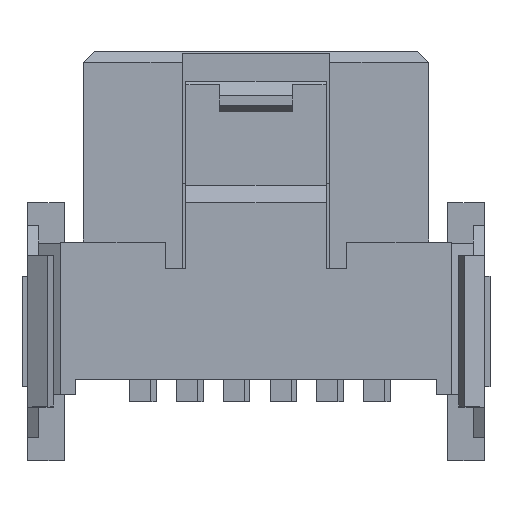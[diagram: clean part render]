
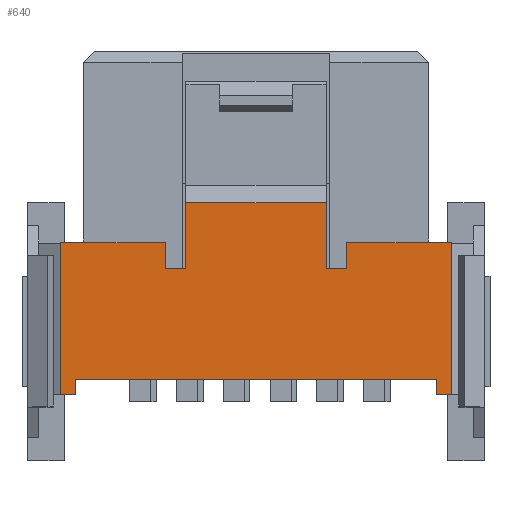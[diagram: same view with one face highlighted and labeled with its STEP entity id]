
A CAD part, top view. The second image highlights one B-rep face of the part: STEP entity #640.
In plain terms, the highlighted planar face has unit normal (0, 0, 1).
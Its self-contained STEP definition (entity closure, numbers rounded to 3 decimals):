
#322 = VERTEX_POINT('',#323);
#323 = CARTESIAN_POINT('',(4.9,-0.35,3.04));
#329 = EDGE_CURVE('',#322,#330,#332,.T.);
#330 = VERTEX_POINT('',#331);
#331 = CARTESIAN_POINT('',(4.9,0.05,3.04));
#332 = LINE('',#333,#334);
#333 = CARTESIAN_POINT('',(4.9,-0.35,3.04));
#334 = VECTOR('',#335,1.);
#335 = DIRECTION('',(0.,1.,0.));
#378 = VERTEX_POINT('',#379);
#379 = CARTESIAN_POINT('',(-2.462,3.05,3.04));
#385 = EDGE_CURVE('',#386,#378,#388,.T.);
#386 = VERTEX_POINT('',#387);
#387 = CARTESIAN_POINT('',(-1.9,3.05,3.04));
#388 = LINE('',#389,#390);
#389 = CARTESIAN_POINT('',(2.,3.05,3.04));
#390 = VECTOR('',#391,1.);
#391 = DIRECTION('',(-1.,0.,0.));
#426 = VERTEX_POINT('',#427);
#427 = CARTESIAN_POINT('',(1.9,3.05,3.04));
#433 = EDGE_CURVE('',#434,#426,#436,.T.);
#434 = VERTEX_POINT('',#435);
#435 = CARTESIAN_POINT('',(2.462,3.05,3.04));
#436 = LINE('',#437,#438);
#437 = CARTESIAN_POINT('',(2.,3.05,3.04));
#438 = VECTOR('',#439,1.);
#439 = DIRECTION('',(-1.,0.,0.));
#551 = VERTEX_POINT('',#552);
#552 = CARTESIAN_POINT('',(-1.9,4.84,3.04));
#590 = EDGE_CURVE('',#386,#551,#591,.T.);
#591 = LINE('',#592,#593);
#592 = CARTESIAN_POINT('',(-1.9,4.84,3.04));
#593 = VECTOR('',#594,1.);
#594 = DIRECTION('',(0.,1.,0.));
#640 = ADVANCED_FACE('',(#641),#737,.F.);
#641 = FACE_BOUND('',#642,.T.);
#642 = EDGE_LOOP('',(#643,#653,#659,#660,#668,#674,#675,#676,#684,#692,
    #700,#708,#716,#722,#723,#731));
#643 = ORIENTED_EDGE('',*,*,#644,.T.);
#644 = EDGE_CURVE('',#645,#647,#649,.T.);
#645 = VERTEX_POINT('',#646);
#646 = CARTESIAN_POINT('',(5.3,3.75,3.04));
#647 = VERTEX_POINT('',#648);
#648 = CARTESIAN_POINT('',(2.462,3.75,3.04));
#649 = LINE('',#650,#651);
#650 = CARTESIAN_POINT('',(5.3,3.75,3.04));
#651 = VECTOR('',#652,1.);
#652 = DIRECTION('',(-1.,0.,0.));
#653 = ORIENTED_EDGE('',*,*,#654,.T.);
#654 = EDGE_CURVE('',#647,#434,#655,.T.);
#655 = LINE('',#656,#657);
#656 = CARTESIAN_POINT('',(2.462,0.05,3.04));
#657 = VECTOR('',#658,1.);
#658 = DIRECTION('',(0.,-1.,0.));
#659 = ORIENTED_EDGE('',*,*,#433,.T.);
#660 = ORIENTED_EDGE('',*,*,#661,.T.);
#661 = EDGE_CURVE('',#426,#662,#664,.T.);
#662 = VERTEX_POINT('',#663);
#663 = CARTESIAN_POINT('',(1.9,4.84,3.04));
#664 = LINE('',#665,#666);
#665 = CARTESIAN_POINT('',(1.9,4.84,3.04));
#666 = VECTOR('',#667,1.);
#667 = DIRECTION('',(0.,1.,0.));
#668 = ORIENTED_EDGE('',*,*,#669,.F.);
#669 = EDGE_CURVE('',#551,#662,#670,.T.);
#670 = LINE('',#671,#672);
#671 = CARTESIAN_POINT('',(-1.9,4.84,3.04));
#672 = VECTOR('',#673,1.);
#673 = DIRECTION('',(1.,0.,0.));
#674 = ORIENTED_EDGE('',*,*,#590,.F.);
#675 = ORIENTED_EDGE('',*,*,#385,.T.);
#676 = ORIENTED_EDGE('',*,*,#677,.F.);
#677 = EDGE_CURVE('',#678,#378,#680,.T.);
#678 = VERTEX_POINT('',#679);
#679 = CARTESIAN_POINT('',(-2.462,3.75,3.04));
#680 = LINE('',#681,#682);
#681 = CARTESIAN_POINT('',(-2.462,0.05,3.04));
#682 = VECTOR('',#683,1.);
#683 = DIRECTION('',(0.,-1.,0.));
#684 = ORIENTED_EDGE('',*,*,#685,.T.);
#685 = EDGE_CURVE('',#678,#686,#688,.T.);
#686 = VERTEX_POINT('',#687);
#687 = CARTESIAN_POINT('',(-5.3,3.75,3.04));
#688 = LINE('',#689,#690);
#689 = CARTESIAN_POINT('',(5.3,3.75,3.04));
#690 = VECTOR('',#691,1.);
#691 = DIRECTION('',(-1.,0.,0.));
#692 = ORIENTED_EDGE('',*,*,#693,.F.);
#693 = EDGE_CURVE('',#694,#686,#696,.T.);
#694 = VERTEX_POINT('',#695);
#695 = CARTESIAN_POINT('',(-5.3,-0.35,3.04));
#696 = LINE('',#697,#698);
#697 = CARTESIAN_POINT('',(-5.3,0.05,3.04));
#698 = VECTOR('',#699,1.);
#699 = DIRECTION('',(0.,1.,0.));
#700 = ORIENTED_EDGE('',*,*,#701,.F.);
#701 = EDGE_CURVE('',#702,#694,#704,.T.);
#702 = VERTEX_POINT('',#703);
#703 = CARTESIAN_POINT('',(-4.9,-0.35,3.04));
#704 = LINE('',#705,#706);
#705 = CARTESIAN_POINT('',(-4.9,-0.35,3.04));
#706 = VECTOR('',#707,1.);
#707 = DIRECTION('',(-1.,0.,0.));
#708 = ORIENTED_EDGE('',*,*,#709,.T.);
#709 = EDGE_CURVE('',#702,#710,#712,.T.);
#710 = VERTEX_POINT('',#711);
#711 = CARTESIAN_POINT('',(-4.9,0.05,3.04));
#712 = LINE('',#713,#714);
#713 = CARTESIAN_POINT('',(-4.9,-0.35,3.04));
#714 = VECTOR('',#715,1.);
#715 = DIRECTION('',(0.,1.,0.));
#716 = ORIENTED_EDGE('',*,*,#717,.F.);
#717 = EDGE_CURVE('',#330,#710,#718,.T.);
#718 = LINE('',#719,#720);
#719 = CARTESIAN_POINT('',(5.3,0.05,3.04));
#720 = VECTOR('',#721,1.);
#721 = DIRECTION('',(-1.,0.,0.));
#722 = ORIENTED_EDGE('',*,*,#329,.F.);
#723 = ORIENTED_EDGE('',*,*,#724,.F.);
#724 = EDGE_CURVE('',#725,#322,#727,.T.);
#725 = VERTEX_POINT('',#726);
#726 = CARTESIAN_POINT('',(5.3,-0.35,3.04));
#727 = LINE('',#728,#729);
#728 = CARTESIAN_POINT('',(5.3,-0.35,3.04));
#729 = VECTOR('',#730,1.);
#730 = DIRECTION('',(-1.,0.,0.));
#731 = ORIENTED_EDGE('',*,*,#732,.T.);
#732 = EDGE_CURVE('',#725,#645,#733,.T.);
#733 = LINE('',#734,#735);
#734 = CARTESIAN_POINT('',(5.3,0.05,3.04));
#735 = VECTOR('',#736,1.);
#736 = DIRECTION('',(0.,1.,0.));
#737 = PLANE('',#738);
#738 = AXIS2_PLACEMENT_3D('',#739,#740,#741);
#739 = CARTESIAN_POINT('',(5.3,0.05,3.04));
#740 = DIRECTION('',(0.,0.,-1.));
#741 = DIRECTION('',(1.,0.,0.));
